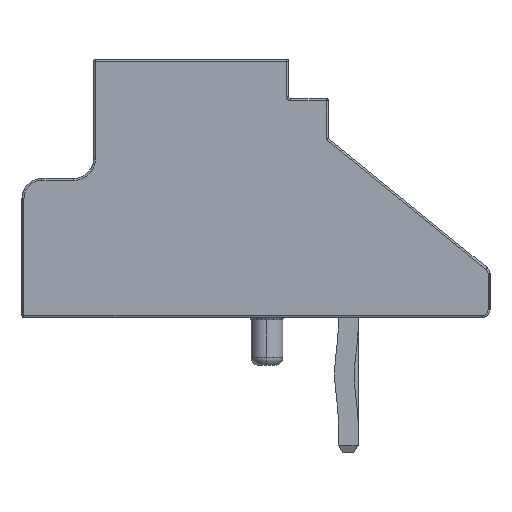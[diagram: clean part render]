
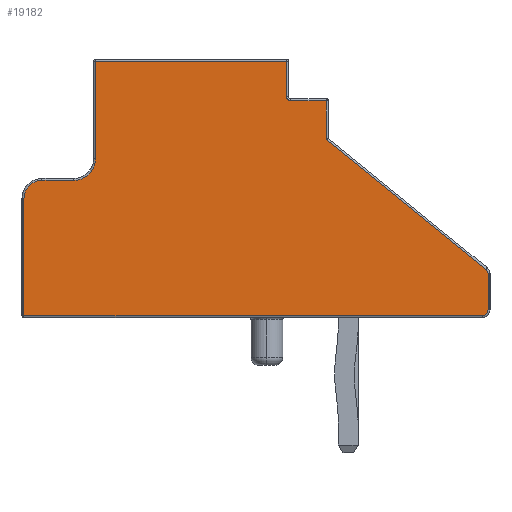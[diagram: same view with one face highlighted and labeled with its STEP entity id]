
A CAD part, left-side view. The second image highlights one B-rep face of the part: STEP entity #19182.
In plain terms, the highlighted planar face has unit normal (-1, 0, 0).
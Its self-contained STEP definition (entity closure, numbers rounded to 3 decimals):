
#1639 = EDGE_CURVE ( 'NONE', #10503, #6901, #18953, .T. ) ;
#2074 = DIRECTION ( 'NONE',  ( 0., 0., -1. ) ) ;
#2169 = LINE ( 'NONE', #14146, #23801 ) ;
#2250 = VERTEX_POINT ( 'NONE', #5281 ) ;
#2343 = CARTESIAN_POINT ( 'NONE',  ( -9.033, -0.769, 6.45 ) ) ;
#2683 = CARTESIAN_POINT ( 'NONE',  ( -9.033, -5.881, 0.05 ) ) ;
#2787 = ORIENTED_EDGE ( 'NONE', *, *, #3540, .T. ) ;
#2855 = ORIENTED_EDGE ( 'NONE', *, *, #25592, .T. ) ;
#3054 = VERTEX_POINT ( 'NONE', #28802 ) ;
#3540 = EDGE_CURVE ( 'NONE', #26032, #20377, #25968, .T. ) ;
#3605 = CARTESIAN_POINT ( 'NONE',  ( -9.033, -5.881, 5.45 ) ) ;
#3686 = VERTEX_POINT ( 'NONE', #29479 ) ;
#3928 = CARTESIAN_POINT ( 'NONE',  ( -9.033, -1.769, 5.45 ) ) ;
#4110 = EDGE_CURVE ( 'NONE', #3686, #20377, #15278, .T. ) ;
#4619 = CARTESIAN_POINT ( 'NONE',  ( -9.033, -5.831, 6.5 ) ) ;
#4837 = EDGE_CURVE ( 'NONE', #30695, #10503, #30495, .T. ) ;
#4943 = CARTESIAN_POINT ( 'NONE',  ( -9.033, 5.38, 3. ) ) ;
#5189 = DIRECTION ( 'NONE',  ( 0., 0., 1. ) ) ;
#5241 = DIRECTION ( 'NONE',  ( 0., 0., 1. ) ) ;
#5281 = CARTESIAN_POINT ( 'NONE',  ( -9.033, -5.775, 1.221 ) ) ;
#5561 = ORIENTED_EDGE ( 'NONE', *, *, #16786, .T. ) ;
#5572 = VERTEX_POINT ( 'NONE', #7794 ) ;
#5638 = ORIENTED_EDGE ( 'NONE', *, *, #24784, .T. ) ;
#5900 = VERTEX_POINT ( 'NONE', #17726 ) ;
#6006 = DIRECTION ( 'NONE',  ( 0., 0., -1. ) ) ;
#6364 = CARTESIAN_POINT ( 'NONE',  ( -9.033, -0.869, 5.55 ) ) ;
#6901 = VERTEX_POINT ( 'NONE', #13704 ) ;
#6934 = VERTEX_POINT ( 'NONE', #2343 ) ;
#7054 = AXIS2_PLACEMENT_3D ( 'NONE', #22196, #14628, #22044 ) ;
#7158 = EDGE_CURVE ( 'NONE', #23783, #3054, #20165, .T. ) ;
#7305 = EDGE_CURVE ( 'NONE', #5900, #3054, #7742, .T. ) ;
#7441 = CARTESIAN_POINT ( 'NONE',  ( -9.033, -5.881, 6.5 ) ) ;
#7509 = VERTEX_POINT ( 'NONE', #9652 ) ;
#7742 = LINE ( 'NONE', #2683, #20868 ) ;
#7784 = CARTESIAN_POINT ( 'NONE',  ( -9.033, -0.769, 6.5 ) ) ;
#7794 = CARTESIAN_POINT ( 'NONE',  ( -9.033, -1.769, 4.476 ) ) ;
#8065 = VECTOR ( 'NONE', #11824, 1000. ) ;
#8383 = VECTOR ( 'NONE', #28939, 1000. ) ;
#9404 = LINE ( 'NONE', #4619, #8383 ) ;
#9462 = DIRECTION ( 'NONE',  ( 0., 1., 0. ) ) ;
#9528 = LINE ( 'NONE', #16925, #12722 ) ;
#9652 = CARTESIAN_POINT ( 'NONE',  ( -9.033, 5.83, 3. ) ) ;
#10086 = ORIENTED_EDGE ( 'NONE', *, *, #4110, .F. ) ;
#10127 = VECTOR ( 'NONE', #5241, 1000. ) ;
#10388 = EDGE_CURVE ( 'NONE', #2250, #5572, #23751, .T. ) ;
#10395 = DIRECTION ( 'NONE',  ( 1., 0., 0. ) ) ;
#10503 = VERTEX_POINT ( 'NONE', #13482 ) ;
#10638 = EDGE_CURVE ( 'NONE', #6901, #7509, #11129, .T. ) ;
#10902 = EDGE_CURVE ( 'NONE', #2250, #28741, #29065, .T. ) ;
#11129 = CIRCLE ( 'NONE', #24459, 0.45 ) ;
#11661 = ORIENTED_EDGE ( 'NONE', *, *, #10902, .F. ) ;
#11770 = DIRECTION ( 'NONE',  ( -1., 0., 0. ) ) ;
#11821 = DIRECTION ( 'NONE',  ( -1., 0., 0. ) ) ;
#11824 = DIRECTION ( 'NONE',  ( 0., 1., 0. ) ) ;
#12722 = VECTOR ( 'NONE', #14351, 1000. ) ;
#13147 = DIRECTION ( 'NONE',  ( 0., 0., -1. ) ) ;
#13482 = CARTESIAN_POINT ( 'NONE',  ( -9.033, 4.58, 3.45 ) ) ;
#13704 = CARTESIAN_POINT ( 'NONE',  ( -9.033, 5.38, 3.45 ) ) ;
#14146 = CARTESIAN_POINT ( 'NONE',  ( -9.033, 4.03, 6.5 ) ) ;
#14187 = CARTESIAN_POINT ( 'NONE',  ( -9.033, -5.831, 1.105 ) ) ;
#14351 = DIRECTION ( 'NONE',  ( 0., 1., 0. ) ) ;
#14486 = EDGE_CURVE ( 'NONE', #5572, #26032, #29696, .T. ) ;
#14628 = DIRECTION ( 'NONE',  ( 1., 0., 0. ) ) ;
#14715 = DIRECTION ( 'NONE',  ( 0., 0., -1. ) ) ;
#15278 = CIRCLE ( 'NONE', #25011, 0.1 ) ;
#15314 = ORIENTED_EDGE ( 'NONE', *, *, #10638, .T. ) ;
#16151 = DIRECTION ( 'NONE',  ( 0., 0., -1. ) ) ;
#16318 = ORIENTED_EDGE ( 'NONE', *, *, #16556, .T. ) ;
#16556 = EDGE_CURVE ( 'NONE', #3686, #6934, #24773, .T. ) ;
#16596 = AXIS2_PLACEMENT_3D ( 'NONE', #25302, #10395, #13147 ) ;
#16654 = ORIENTED_EDGE ( 'NONE', *, *, #7305, .T. ) ;
#16655 = DIRECTION ( 'NONE',  ( 0., -1., 0. ) ) ;
#16691 = AXIS2_PLACEMENT_3D ( 'NONE', #30841, #30368, #6006 ) ;
#16786 = EDGE_CURVE ( 'NONE', #6934, #28019, #9528, .T. ) ;
#16925 = CARTESIAN_POINT ( 'NONE',  ( -9.033, 4.08, 6.45 ) ) ;
#17726 = CARTESIAN_POINT ( 'NONE',  ( -9.033, 5.83, 0.05 ) ) ;
#18555 = CARTESIAN_POINT ( 'NONE',  ( -9.033, 4.03, 6.45 ) ) ;
#18904 = CARTESIAN_POINT ( 'NONE',  ( -9.033, -5.831, 0.2 ) ) ;
#18953 = LINE ( 'NONE', #24070, #8065 ) ;
#19182 = ADVANCED_FACE ( 'NONE', ( #26366 ), #28778, .F. ) ;
#19325 = CARTESIAN_POINT ( 'NONE',  ( -9.033, -1.769, 6.5 ) ) ;
#20165 = CIRCLE ( 'NONE', #16596, 0.15 ) ;
#20377 = VERTEX_POINT ( 'NONE', #28241 ) ;
#20868 = VECTOR ( 'NONE', #16655, 1000. ) ;
#20890 = EDGE_LOOP ( 'NONE', ( #11661, #25759, #31462, #2787, #10086, #16318, #5561, #27119, #26541, #29903, #15314, #2855, #16654, #21785, #5638 ) ) ;
#21019 = DIRECTION ( 'NONE',  ( 0., 0.776, 0.631 ) ) ;
#21214 = DIRECTION ( 'NONE',  ( 0., 0., -1. ) ) ;
#21785 = ORIENTED_EDGE ( 'NONE', *, *, #7158, .F. ) ;
#22044 = DIRECTION ( 'NONE',  ( 0., 0., -1. ) ) ;
#22196 = CARTESIAN_POINT ( 'NONE',  ( -9.033, -5.681, 1.105 ) ) ;
#22250 = LINE ( 'NONE', #27181, #23334 ) ;
#23275 = AXIS2_PLACEMENT_3D ( 'NONE', #7441, #31500, #2074 ) ;
#23334 = VECTOR ( 'NONE', #24338, 1000. ) ;
#23751 = LINE ( 'NONE', #28661, #27506 ) ;
#23783 = VERTEX_POINT ( 'NONE', #18904 ) ;
#23801 = VECTOR ( 'NONE', #21214, 1000. ) ;
#24070 = CARTESIAN_POINT ( 'NONE',  ( -9.033, 5.38, 3.45 ) ) ;
#24253 = EDGE_CURVE ( 'NONE', #28019, #30695, #2169, .T. ) ;
#24338 = DIRECTION ( 'NONE',  ( 0., 0., -1. ) ) ;
#24459 = AXIS2_PLACEMENT_3D ( 'NONE', #4943, #11821, #14715 ) ;
#24773 = LINE ( 'NONE', #7784, #10127 ) ;
#24784 = EDGE_CURVE ( 'NONE', #23783, #28741, #9404, .T. ) ;
#25011 = AXIS2_PLACEMENT_3D ( 'NONE', #6364, #11770, #16151 ) ;
#25302 = CARTESIAN_POINT ( 'NONE',  ( -9.033, -5.681, 0.2 ) ) ;
#25317 = VECTOR ( 'NONE', #9462, 1000. ) ;
#25592 = EDGE_CURVE ( 'NONE', #7509, #5900, #22250, .T. ) ;
#25759 = ORIENTED_EDGE ( 'NONE', *, *, #10388, .T. ) ;
#25968 = LINE ( 'NONE', #3605, #25317 ) ;
#26032 = VERTEX_POINT ( 'NONE', #3928 ) ;
#26366 = FACE_OUTER_BOUND ( 'NONE', #20890, .T. ) ;
#26541 = ORIENTED_EDGE ( 'NONE', *, *, #4837, .T. ) ;
#26847 = CARTESIAN_POINT ( 'NONE',  ( -9.033, 4.03, 4. ) ) ;
#27119 = ORIENTED_EDGE ( 'NONE', *, *, #24253, .T. ) ;
#27181 = CARTESIAN_POINT ( 'NONE',  ( -9.033, 5.83, 6.5 ) ) ;
#27506 = VECTOR ( 'NONE', #21019, 1000. ) ;
#28019 = VERTEX_POINT ( 'NONE', #18555 ) ;
#28241 = CARTESIAN_POINT ( 'NONE',  ( -9.033, -0.869, 5.45 ) ) ;
#28661 = CARTESIAN_POINT ( 'NONE',  ( -9.033, -3.255, 3.269 ) ) ;
#28741 = VERTEX_POINT ( 'NONE', #14187 ) ;
#28778 = PLANE ( 'NONE',  #23275 ) ;
#28802 = CARTESIAN_POINT ( 'NONE',  ( -9.033, -5.681, 0.05 ) ) ;
#28939 = DIRECTION ( 'NONE',  ( 0., 0., 1. ) ) ;
#29065 = CIRCLE ( 'NONE', #7054, 0.15 ) ;
#29479 = CARTESIAN_POINT ( 'NONE',  ( -9.033, -0.769, 5.55 ) ) ;
#29696 = LINE ( 'NONE', #19325, #29702 ) ;
#29702 = VECTOR ( 'NONE', #5189, 1000. ) ;
#29903 = ORIENTED_EDGE ( 'NONE', *, *, #1639, .T. ) ;
#30368 = DIRECTION ( 'NONE',  ( 1., 0., 0. ) ) ;
#30495 = CIRCLE ( 'NONE', #16691, 0.55 ) ;
#30695 = VERTEX_POINT ( 'NONE', #26847 ) ;
#30841 = CARTESIAN_POINT ( 'NONE',  ( -9.033, 4.58, 4. ) ) ;
#31462 = ORIENTED_EDGE ( 'NONE', *, *, #14486, .T. ) ;
#31500 = DIRECTION ( 'NONE',  ( 1., 0., 0. ) ) ;
